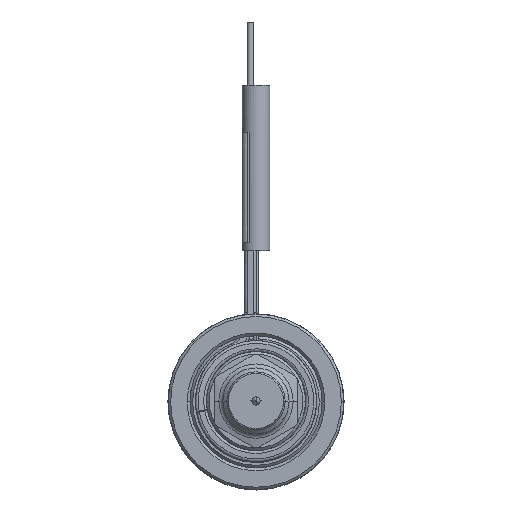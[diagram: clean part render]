
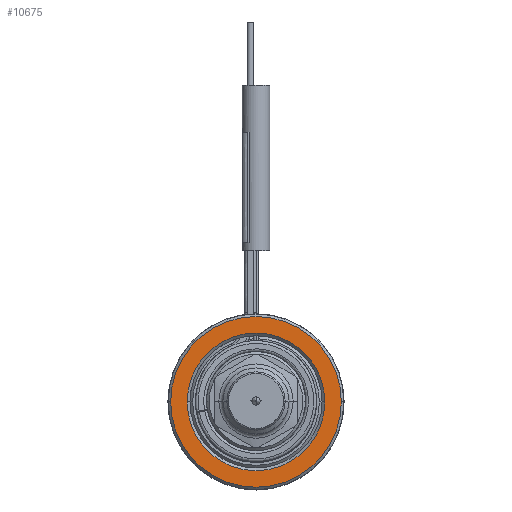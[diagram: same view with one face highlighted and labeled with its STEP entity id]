
A CAD part, top view. The second image highlights one B-rep face of the part: STEP entity #10675.
In plain terms, the highlighted planar face has unit normal (0, 0, 1).
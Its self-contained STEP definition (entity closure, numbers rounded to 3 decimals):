
#2772=CARTESIAN_POINT('',(0.,0.,25.));
#2773=DIRECTION('',(0.,0.,-1.));
#2774=DIRECTION('',(-1.,0.,0.));
#2775=AXIS2_PLACEMENT_3D('',#2772,#2773,#2774);
#2786=CARTESIAN_POINT('',(0.,0.,25.));
#2787=DIRECTION('',(0.,0.,-1.));
#2788=DIRECTION('',(1.,0.,0.));
#2789=AXIS2_PLACEMENT_3D('',#2786,#2787,#2788);
#2800=CARTESIAN_POINT('',(0.,0.,
25.));
#2801=DIRECTION('',(0.,0.,-1.));
#2802=DIRECTION('',(1.,0.,0.));
#2803=AXIS2_PLACEMENT_3D('',#2800,#2801,#2802);
#2814=CARTESIAN_POINT('',(0.,0.,25.));
#2815=DIRECTION('',(0.,0.,-1.));
#2816=DIRECTION('',(-1.,0.,0.));
#2817=AXIS2_PLACEMENT_3D('',#2814,#2815,#2816);
#6777=CARTESIAN_POINT('',(15.5,0.,25.));
#6778=CARTESIAN_POINT('',(-15.5,0.,
25.));
#6779=VERTEX_POINT('',#6777);
#6780=VERTEX_POINT('',#6778);
#6781=CARTESIAN_POINT('',(12.5,0.,25.));
#6782=CARTESIAN_POINT('',(-12.5,0.,25.));
#6783=VERTEX_POINT('',#6781);
#6784=VERTEX_POINT('',#6782);
#10660=CARTESIAN_POINT('',(0.,0.,25.));
#10661=DIRECTION('',(0.,0.,1.));
#10662=DIRECTION('',(-1.,0.,0.));
#10663=AXIS2_PLACEMENT_3D('',#10660,#10661,#10662);
#10664=PLANE('',#10663);
#10665=ORIENTED_EDGE('',*,*,#10642,.T.);
#10666=ORIENTED_EDGE('',*,*,#10627,.T.);
#10667=EDGE_LOOP('',(#10665,#10666));
#10668=FACE_OUTER_BOUND('',#10667,.F.);
#10670=ORIENTED_EDGE('',*,*,#10669,.F.);
#10672=ORIENTED_EDGE('',*,*,#10671,.F.);
#10673=EDGE_LOOP('',(#10670,#10672));
#10674=FACE_BOUND('',#10673,.F.);
#2776=CIRCLE('',#2775,15.5);
#2790=CIRCLE('',#2789,15.5);
#2804=CIRCLE('',#2803,12.5);
#2818=CIRCLE('',#2817,12.5);
#10627=EDGE_CURVE('',#6780,#6779,#2776,.T.);
#10642=EDGE_CURVE('',#6779,#6780,#2790,.T.);
#10669=EDGE_CURVE('',#6783,#6784,#2804,.T.);
#10671=EDGE_CURVE('',#6784,#6783,#2818,.T.);
#10675=ADVANCED_FACE('',(#10668,#10674),#10664,.T.);
